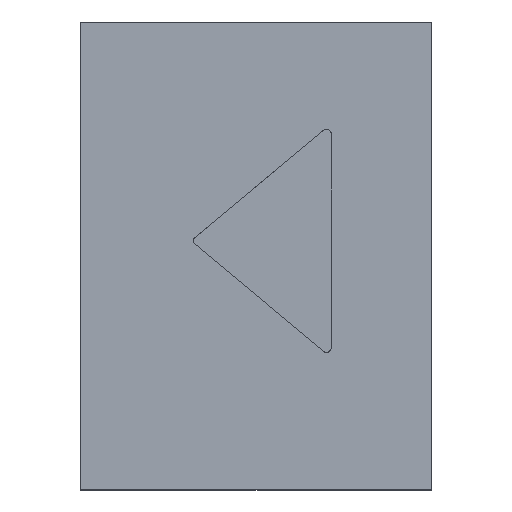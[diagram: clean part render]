
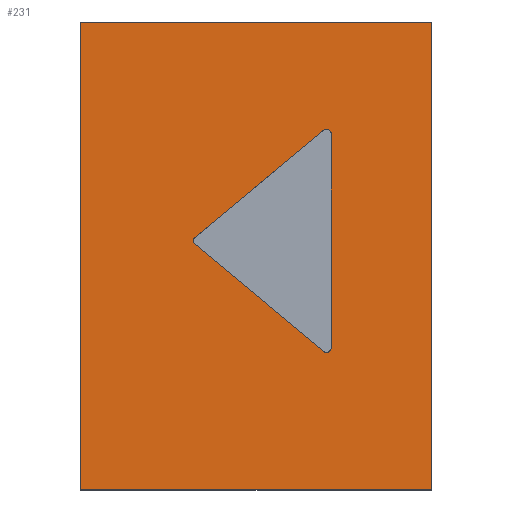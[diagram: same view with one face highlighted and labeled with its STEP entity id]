
A CAD part, top view. The second image highlights one B-rep face of the part: STEP entity #231.
In plain terms, the highlighted planar face has unit normal (0, 0, 1).
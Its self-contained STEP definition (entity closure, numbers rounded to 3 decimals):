
#15=FACE_BOUND('',#51,.T.);
#24=PLANE('',#264);
#37=FACE_OUTER_BOUND('',#50,.T.);
#50=EDGE_LOOP('',(#203,#204,#205,#206));
#51=EDGE_LOOP('',(#207,#208,#209,#210,#211,#212));
#55=LINE('',#342,#79);
#59=LINE('',#354,#83);
#63=LINE('',#365,#87);
#67=LINE('',#375,#91);
#70=LINE('',#381,#94);
#73=LINE('',#387,#97);
#76=LINE('',#391,#100);
#79=VECTOR('',#278,10.);
#83=VECTOR('',#290,10.);
#87=VECTOR('',#302,10.);
#91=VECTOR('',#310,10.);
#94=VECTOR('',#315,10.);
#97=VECTOR('',#320,10.);
#100=VECTOR('',#325,10.);
#101=CIRCLE('',#248,2.);
#103=CIRCLE('',#252,2.);
#105=CIRCLE('',#256,2.);
#107=VERTEX_POINT('',#332);
#108=VERTEX_POINT('',#333);
#111=VERTEX_POINT('',#341);
#113=VERTEX_POINT('',#347);
#115=VERTEX_POINT('',#353);
#117=VERTEX_POINT('',#359);
#121=VERTEX_POINT('',#372);
#122=VERTEX_POINT('',#374);
#124=VERTEX_POINT('',#380);
#126=VERTEX_POINT('',#386);
#127=EDGE_CURVE('',#107,#108,#101,.T.);
#131=EDGE_CURVE('',#111,#107,#55,.T.);
#134=EDGE_CURVE('',#113,#111,#103,.T.);
#137=EDGE_CURVE('',#115,#113,#59,.T.);
#140=EDGE_CURVE('',#117,#115,#105,.T.);
#143=EDGE_CURVE('',#108,#117,#63,.T.);
#147=EDGE_CURVE('',#122,#121,#67,.T.);
#150=EDGE_CURVE('',#124,#122,#70,.T.);
#153=EDGE_CURVE('',#126,#124,#73,.T.);
#156=EDGE_CURVE('',#121,#126,#76,.T.);
#203=ORIENTED_EDGE('',*,*,#156,.T.);
#204=ORIENTED_EDGE('',*,*,#153,.T.);
#205=ORIENTED_EDGE('',*,*,#150,.T.);
#206=ORIENTED_EDGE('',*,*,#147,.T.);
#207=ORIENTED_EDGE('',*,*,#127,.T.);
#208=ORIENTED_EDGE('',*,*,#143,.T.);
#209=ORIENTED_EDGE('',*,*,#140,.T.);
#210=ORIENTED_EDGE('',*,*,#137,.T.);
#211=ORIENTED_EDGE('',*,*,#134,.T.);
#212=ORIENTED_EDGE('',*,*,#131,.T.);
#231=ADVANCED_FACE('',(#37,#15),#24,.T.);
#248=AXIS2_PLACEMENT_3D('',#334,#270,#271);
#252=AXIS2_PLACEMENT_3D('',#348,#283,#284);
#256=AXIS2_PLACEMENT_3D('',#360,#295,#296);
#264=AXIS2_PLACEMENT_3D('',#392,#326,#327);
#270=DIRECTION('center_axis',(0.,0.,-1.));
#271=DIRECTION('ref_axis',(1.,0.,0.));
#278=DIRECTION('',(0.768,0.64,0.));
#283=DIRECTION('center_axis',(0.,0.,-1.));
#284=DIRECTION('ref_axis',(-0.64,0.768,0.));
#290=DIRECTION('',(-0.768,0.64,0.));
#295=DIRECTION('center_axis',(0.,0.,-1.));
#296=DIRECTION('ref_axis',(-0.64,-0.768,0.));
#302=DIRECTION('',(0.,-1.,0.));
#310=DIRECTION('',(1.,0.,0.));
#315=DIRECTION('',(0.,-1.,0.));
#320=DIRECTION('',(-1.,0.,0.));
#325=DIRECTION('',(0.,1.,0.));
#326=DIRECTION('center_axis',(0.,0.,1.));
#327=DIRECTION('ref_axis',(0.,-1.,0.));
#332=CARTESIAN_POINT('',(41.486,53.764,22.001));
#333=CARTESIAN_POINT('',(44.766,52.227,22.001));
#334=CARTESIAN_POINT('Origin',(42.766,52.227,22.001));
#341=CARTESIAN_POINT('',(-13.39,8.034,22.001));
#342=CARTESIAN_POINT('',(-7.677,12.795,22.001));
#347=CARTESIAN_POINT('',(-13.39,4.961,22.001));
#348=CARTESIAN_POINT('Origin',(-12.11,6.498,22.001));
#353=CARTESIAN_POINT('',(41.486,-40.769,22.001));
#354=CARTESIAN_POINT('',(22.956,-25.328,22.001));
#359=CARTESIAN_POINT('',(44.766,-39.232,22.001));
#360=CARTESIAN_POINT('Origin',(42.766,-39.232,22.001));
#365=CARTESIAN_POINT('',(44.766,26.114,22.001));
#372=CARTESIAN_POINT('',(87.666,-100.,22.001));
#374=CARTESIAN_POINT('',(-62.334,-100.,22.001));
#375=CARTESIAN_POINT('',(-62.334,-100.,22.001));
#380=CARTESIAN_POINT('',(-62.334,100.,22.001));
#381=CARTESIAN_POINT('',(-62.334,100.,22.001));
#386=CARTESIAN_POINT('',(87.666,100.,22.001));
#387=CARTESIAN_POINT('',(87.666,100.,22.001));
#391=CARTESIAN_POINT('',(87.666,-100.,22.001));
#392=CARTESIAN_POINT('Origin',(12.666,0.,22.001));
